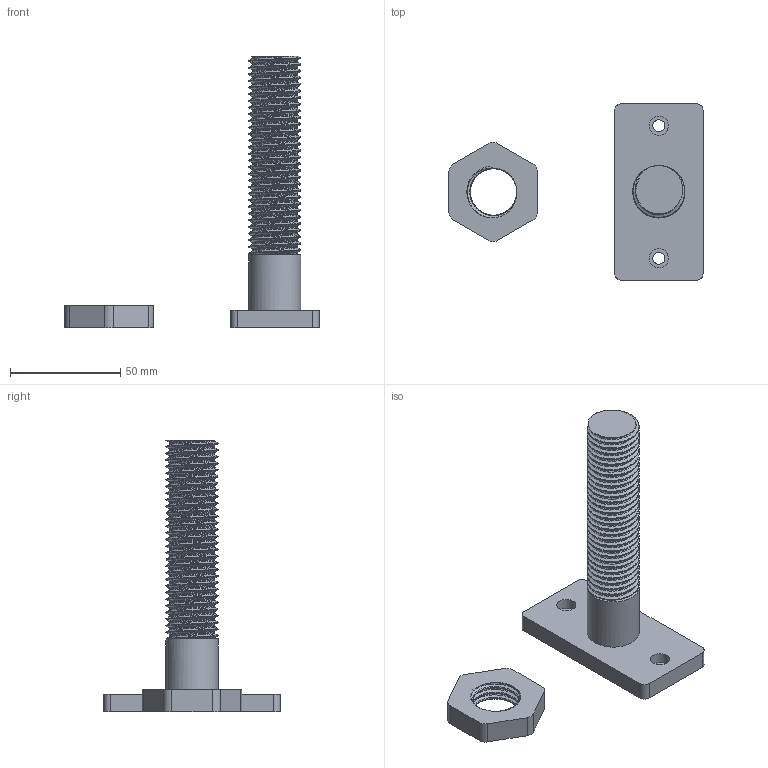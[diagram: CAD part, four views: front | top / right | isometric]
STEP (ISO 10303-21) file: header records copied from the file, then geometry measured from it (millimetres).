
FILE_DESCRIPTION(/* description */ (''),/* implementation_level */ '2;1');
FILE_NAME(/* name */ 'Extrusion Weight Holder Olympic.step',/* time_stamp */ '2025-08-08T16:09:46+02:00',/* author */ (''),/* organization */ (''),/* preprocessor_version */ 'ST-DEVELOPER v20.1',/* originating_system */ 'Autodesk Translation Framework v14.10.0.0',/* authorisation */ '');
FILE_SCHEMA (('AUTOMOTIVE_DESIGN { 1 0 10303 214 3 1 1 }'));
Length unit declared in the file: millimetre
Products named in the file (1): Extrusion Weight Holder Olympic
Bounding box: 115 x 80 x 123 mm (x, y, z)
Volume: 78827.7 mm3; surface area: 24491.1 mm2
Topology: 2 solids, 2 shells, 109 faces, 303 edges, 201 vertices
Faces by surface type: cylinder 80, plane 18, bspline 11
Full cylindrical faces by diameter (mm): 5.4 x2, 8.7 x2, 20.329 x29, 21.002 x2, 23.564 x30
Entity records: 19520 total; most frequent: CARTESIAN_POINT 16998, ORIENTED_EDGE 606, DIRECTION 375, EDGE_CURVE 303, VERTEX_POINT 201, B_SPLINE_CURVE_WITH_KNOTS 162, AXIS2_PLACEMENT_3D 135, EDGE_LOOP 118
